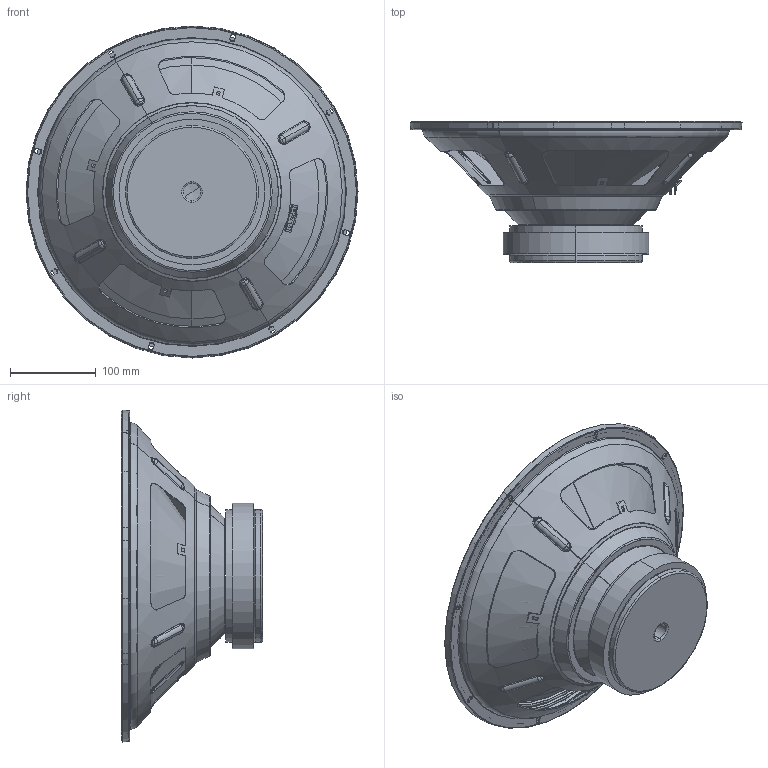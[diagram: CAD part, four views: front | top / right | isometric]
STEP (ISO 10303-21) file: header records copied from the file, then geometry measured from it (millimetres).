
FILE_DESCRIPTION (( 'STEP AP214' ), '1' );
FILE_NAME ('298 3D.STEP', '2023-04-23T02:15:48', ( '' ), ( '' ), 'SwSTEP 2.0', 'SolidWorks 2020', '' );
FILE_SCHEMA (( 'AUTOMOTIVE_DESIGN' ));
Length unit declared in the file: millimetre
Products named in the file (1): 298 3D
Bounding box: 387 x 164.4 x 387 mm (x, y, z)
Surface area: 649447.3 mm2 (no closed solid volume)
Topology: 0 solids, 18 shells, 420 faces, 1267 edges, 847 vertices
Faces by surface type: cylinder 142, plane 114, torus 54, cone 52, bspline 40, sphere 18
Entity records: 21393 total; most frequent: CARTESIAN_POINT 5585, DIRECTION 2375, ORIENTED_EDGE 2162, EDGE_CURVE 1267, AXIS2_PLACEMENT_3D 931, VERTEX_POINT 847, CIRCLE 550, VECTOR 513
